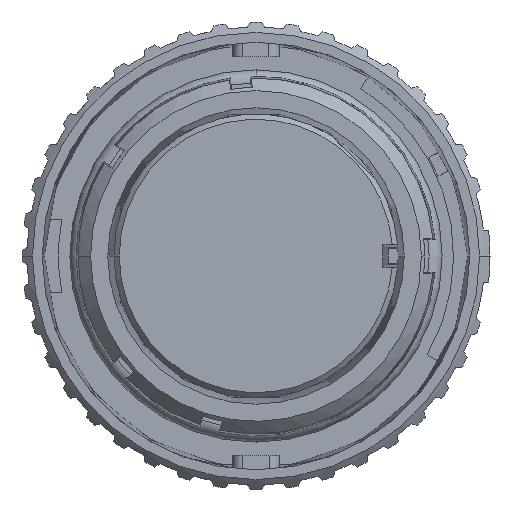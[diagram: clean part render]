
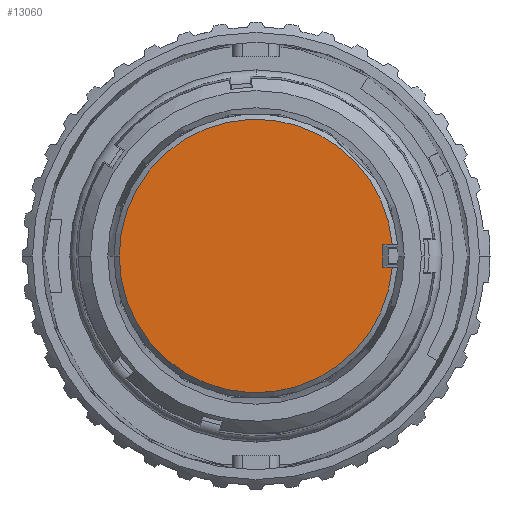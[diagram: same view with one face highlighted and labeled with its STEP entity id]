
A CAD part, left-side view. The second image highlights one B-rep face of the part: STEP entity #13060.
In plain terms, the highlighted planar face has unit normal (-1, 0, 0).
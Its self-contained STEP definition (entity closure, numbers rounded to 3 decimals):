
#11320=CARTESIAN_POINT('',(170.1,-13.106,
-1.075));
#11330=VERTEX_POINT('',#11320);
#11360=CARTESIAN_POINT('',(170.1,0.,-1.075));
#11370=DIRECTION('',(0.,-1.,0.));
#11380=VECTOR('',#11370,1.);
#11390=LINE('',#11360,#11380);
#11400=CARTESIAN_POINT('',(170.1,-12.2,
-1.075));
#11410=VERTEX_POINT('',#11400);
#11420=EDGE_CURVE('',#11410,#11330,#11390,.T.);
#12710=CARTESIAN_POINT('',(170.1,0.475,0.));
#12720=DIRECTION('',(-1.,0.,0.));
#12730=DIRECTION('',(0.,-1.,0.));
#12740=AXIS2_PLACEMENT_3D('',#12710,#12720,#12730);
#12750=PLANE('',#12740);
#12760=CARTESIAN_POINT('',(170.1,0.,1.075));
#12770=DIRECTION('',(0.,1.,0.));
#12780=VECTOR('',#12770,1.);
#12790=LINE('',#12760,#12780);
#12800=CARTESIAN_POINT('',(170.1,-13.106,
1.075));
#12810=VERTEX_POINT('',#12800);
#12820=CARTESIAN_POINT('',(170.1,-12.2,1.075));
#12830=VERTEX_POINT('',#12820);
#12840=EDGE_CURVE('',#12810,#12830,#12790,.T.);
#12850=ORIENTED_EDGE('',*,*,#12840,.F.);
#12860=CARTESIAN_POINT('',(170.1,-12.2,0.));
#12870=DIRECTION('',(0.,0.,-1.));
#12880=VECTOR('',#12870,1.);
#12890=LINE('',#12860,#12880);
#12900=EDGE_CURVE('',#12830,#11410,#12890,.T.);
#12910=ORIENTED_EDGE('',*,*,#12900,.F.);
#12920=ORIENTED_EDGE('',*,*,#11420,.F.);
#12930=CARTESIAN_POINT('',(170.1,0.,0.));
#12940=DIRECTION('',(1.,0.,0.));
#12950=DIRECTION('',(0.,-1.,0.));
#12960=AXIS2_PLACEMENT_3D('',#12930,#12940,#12950);
#12970=CIRCLE('',#12960,13.15);
#12980=CARTESIAN_POINT('',(170.1,13.15,
0.));
#12990=VERTEX_POINT('',#12980);
#13000=EDGE_CURVE('',#11330,#12990,#12970,.T.);
#13010=ORIENTED_EDGE('',*,*,#13000,.F.);
#13020=EDGE_CURVE('',#12990,#12810,#12970,.T.);
#13030=ORIENTED_EDGE('',*,*,#13020,.F.);
#13040=EDGE_LOOP('',(#13030,#13010,#12920,#12910,#12850));
#13050=FACE_OUTER_BOUND('',#13040,.T.);
#13060=ADVANCED_FACE('',(#13050),#12750,.T.);
